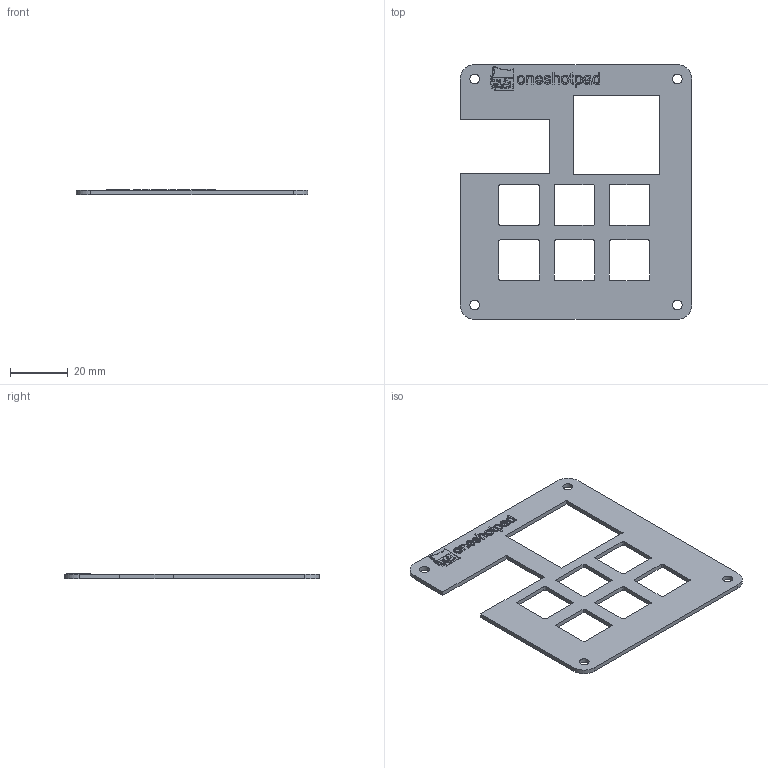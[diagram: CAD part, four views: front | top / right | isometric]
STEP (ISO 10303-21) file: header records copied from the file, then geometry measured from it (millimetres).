
FILE_DESCRIPTION(/* description */ (''),/* implementation_level */ '2;1');
FILE_NAME(/* name */ 'oneshotplatetop.step',/* time_stamp */ '2026-02-28T15:18:39-06:00',/* author */ (''),/* organization */ (''),/* preprocessor_version */ 'ST-DEVELOPER v20.1',/* originating_system */ 'Autodesk Translation Framework v14.24.0.0',/* authorisation */ '');
FILE_SCHEMA (('AUTOMOTIVE_DESIGN { 1 0 10303 214 3 1 1 }'));
Length unit declared in the file: millimetre
Products named in the file (1): 2026-01-31-23-31-44-700
Bounding box: 79.95 x 87.96 x 1.75 mm (x, y, z)
Volume: 6631.1 mm3; surface area: 10196.8 mm2
Topology: 1 solids, 1 shells, 584 faces, 1681 edges, 1119 vertices
Faces by surface type: plane 375, bspline 177, cylinder 32
Full cylindrical faces by diameter (mm): 3.4 x4
Entity records: 20648 total; most frequent: CARTESIAN_POINT 7261, ORIENTED_EDGE 3362, DIRECTION 1918, EDGE_CURVE 1681, VERTEX_POINT 1119, LINE 974, VECTOR 974, EDGE_LOOP 632
